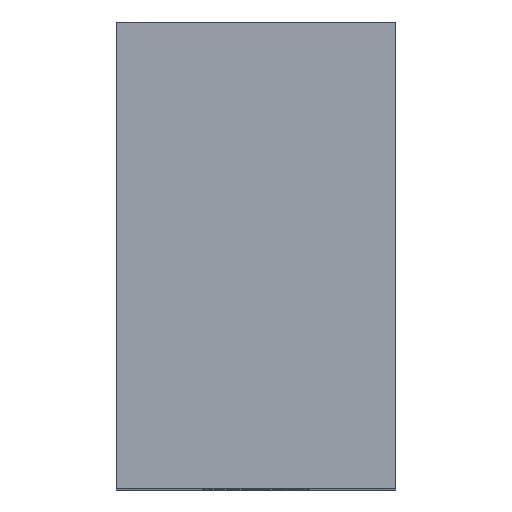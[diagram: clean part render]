
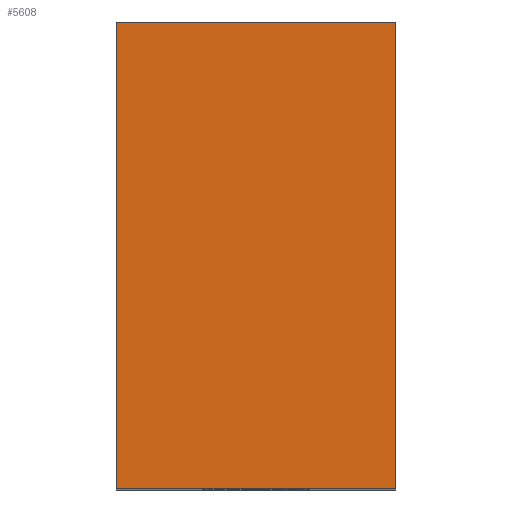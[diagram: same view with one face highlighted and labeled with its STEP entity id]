
A CAD part, top view. The second image highlights one B-rep face of the part: STEP entity #5608.
In plain terms, the highlighted planar face has unit normal (0, 0, 1).
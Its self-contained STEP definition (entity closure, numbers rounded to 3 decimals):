
#23 = EDGE_CURVE ( 'NONE', #7282, #7115, #6921, .T. ) ;
#25 = EDGE_CURVE ( 'NONE', #7115, #7114, #6931, .T. ) ;
#27 = EDGE_CURVE ( 'NONE', #7282, #7281, #6935, .T. ) ;
#28 = EDGE_CURVE ( 'NONE', #7114, #7281, #6929, .T. ) ;
#524 = AXIS2_PLACEMENT_3D ( 'NONE', #3338, #3344, #3345 ) ;
#2600 = FACE_OUTER_BOUND ( 'NONE', #6758, .T. ) ;
#3335 = PLANE ( 'NONE',  #524 ) ;
#3338 = CARTESIAN_POINT ( 'NONE',  ( 0., 0., 112. ) ) ;
#3344 = DIRECTION ( 'NONE',  ( 0., 0., 1. ) ) ;
#3345 = DIRECTION ( 'NONE',  ( 1., 0., 0. ) ) ;
#3877 = CARTESIAN_POINT ( 'NONE',  ( 15., -25., 112. ) ) ;
#3889 = CARTESIAN_POINT ( 'NONE',  ( 15., 25., 112. ) ) ;
#4051 = CARTESIAN_POINT ( 'NONE',  ( -15., -25., 112. ) ) ;
#4052 = CARTESIAN_POINT ( 'NONE',  ( -15., 25., 112. ) ) ;
#5336 = CARTESIAN_POINT ( 'NONE',  ( -15., 25., 112. ) ) ;
#5339 = DIRECTION ( 'NONE',  ( 1., 0., 0. ) ) ;
#5342 = CARTESIAN_POINT ( 'NONE',  ( 15., 25., 112. ) ) ;
#5343 = DIRECTION ( 'NONE',  ( 0., -1., 0. ) ) ;
#5344 = CARTESIAN_POINT ( 'NONE',  ( 15., -25., 112. ) ) ;
#5346 = CARTESIAN_POINT ( 'NONE',  ( -15., 0., 112. ) ) ;
#5347 = DIRECTION ( 'NONE',  ( 0., -1., 0. ) ) ;
#5349 = DIRECTION ( 'NONE',  ( -1., 0., 0. ) ) ;
#5608 = ADVANCED_FACE ( 'NONE', ( #2600 ), #3335, .T. ) ;
#6758 = EDGE_LOOP ( 'NONE', ( #7621, #7622, #7623, #7624 ) ) ;
#6921 = LINE ( 'NONE', #5336, #6928 ) ;
#6928 = VECTOR ( 'NONE', #5339, 1000. ) ;
#6929 = LINE ( 'NONE', #5344, #6937 ) ;
#6931 = LINE ( 'NONE', #5342, #6932 ) ;
#6932 = VECTOR ( 'NONE', #5343, 1000. ) ;
#6935 = LINE ( 'NONE', #5346, #6936 ) ;
#6936 = VECTOR ( 'NONE', #5347, 1000. ) ;
#6937 = VECTOR ( 'NONE', #5349, 1000. ) ;
#7114 = VERTEX_POINT ( 'NONE', #3877 ) ;
#7115 = VERTEX_POINT ( 'NONE', #3889 ) ;
#7281 = VERTEX_POINT ( 'NONE', #4051 ) ;
#7282 = VERTEX_POINT ( 'NONE', #4052 ) ;
#7621 = ORIENTED_EDGE ( 'NONE', *, *, #25, .F. ) ;
#7622 = ORIENTED_EDGE ( 'NONE', *, *, #23, .F. ) ;
#7623 = ORIENTED_EDGE ( 'NONE', *, *, #27, .T. ) ;
#7624 = ORIENTED_EDGE ( 'NONE', *, *, #28, .F. ) ;
